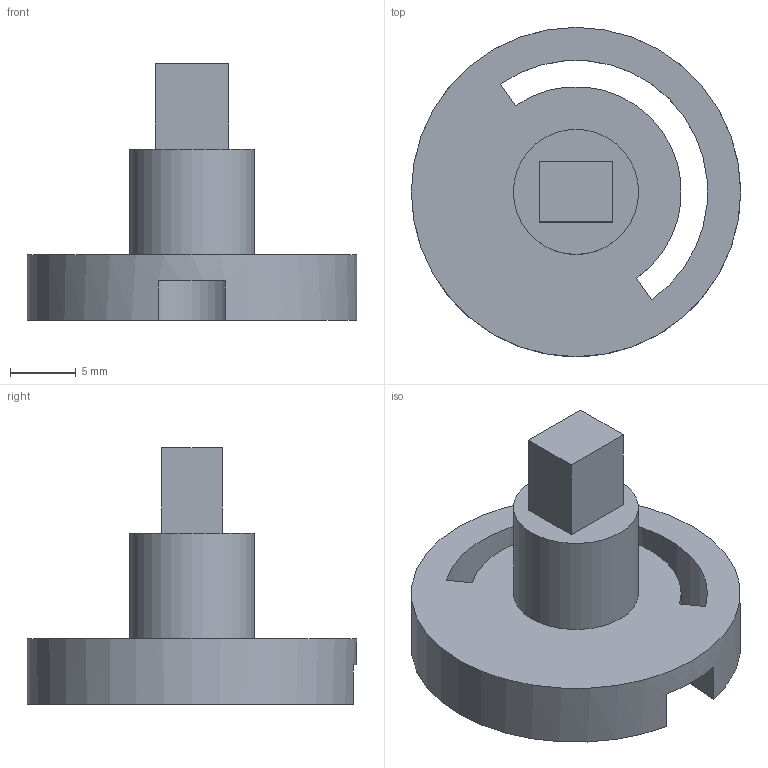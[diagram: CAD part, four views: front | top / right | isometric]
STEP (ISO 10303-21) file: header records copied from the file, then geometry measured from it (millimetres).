
FILE_DESCRIPTION(/* description */ ('STEP AP203'),/* implementation_level */ '2;1');
FILE_NAME(/* name */ 'arm-hinge-inner-right v2.step',/* time_stamp */ '2025-06-13T17:12:37-07:00',/* author */ (''),/* organization */ (''),/* preprocessor_version */ 'ST-DEVELOPER v20.1',/* originating_system */ 'Autodesk Translation Framework v14.10.0.0',/* authorisation */ '');
FILE_SCHEMA (('AUTOMOTIVE_DESIGN { 1 0 10303 214 3 1 1 }'));
Length unit declared in the file: millimetre
Products named in the file (1): arm-hinge-inner-x2
Bounding box: 25 x 25 x 19.5 mm (x, y, z)
Volume: 2581.7 mm3; surface area: 2049.8 mm2
Topology: 1 solids, 1 shells, 21 faces, 48 edges, 31 vertices
Faces by surface type: plane 16, cylinder 5
Full cylindrical faces by diameter (mm): 7.1 x1, 9.5 x1, 25 x1
Entity records: 630 total; most frequent: DIRECTION 107, CARTESIAN_POINT 101, ORIENTED_EDGE 96, EDGE_CURVE 48, AXIS2_PLACEMENT_3D 37, LINE 33, VECTOR 33, VERTEX_POINT 31
